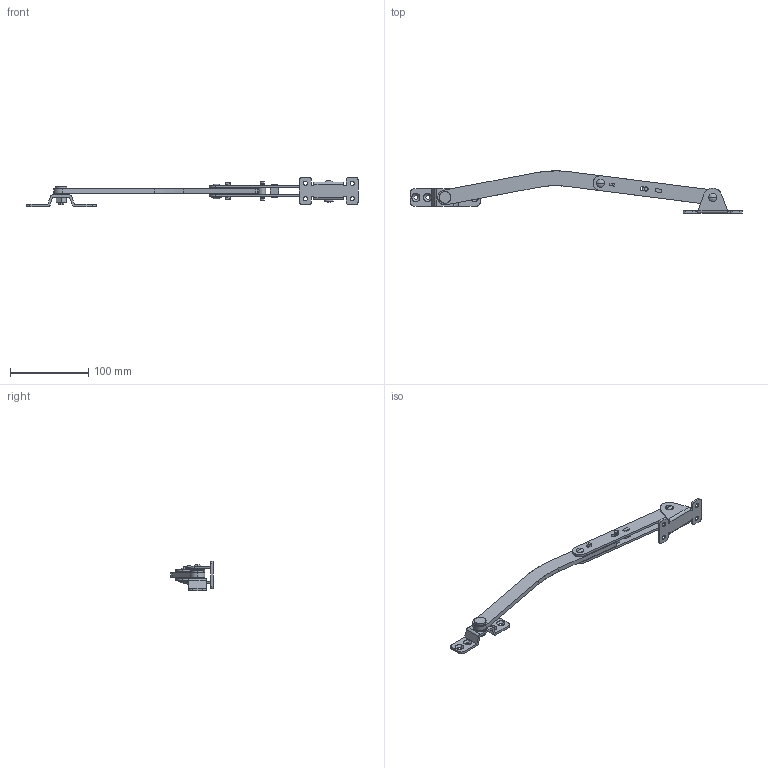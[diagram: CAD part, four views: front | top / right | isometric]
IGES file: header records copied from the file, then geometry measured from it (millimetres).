
Start section: SolidWorks IGES file using analytic representation for surfaces
Global section: file name: B-1451-1.IGS,15; native system: HSolidWorks 2007; preprocessor: SolidWorks 2007; author: yokaya; date: 100302.113618; units: millimetre
Bounding box: 425.5 x 54.06 x 37.5 mm (x, y, z)
Surface area: 48163.8 mm2 (no closed solid volume)
Topology: 0 solids, 0 shells, 324 faces, 4934 edges, 4930 vertices
Faces by surface type: revolution 177, bspline 147
